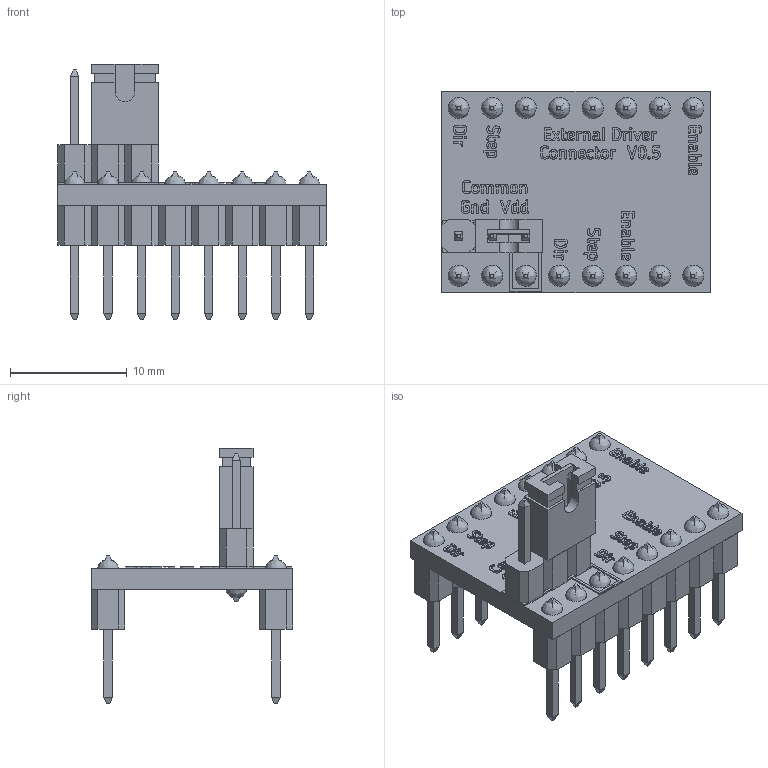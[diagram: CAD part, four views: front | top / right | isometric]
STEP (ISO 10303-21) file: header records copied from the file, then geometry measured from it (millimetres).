
FILE_DESCRIPTION(('FreeCAD Model'),'2;1');
FILE_NAME('Open CASCADE Shape Model','2025-05-05T04:37:28',('FreeCAD'),( 'FreeCAD'),'Open CASCADE STEP processor 7.6','FreeCAD','Unknown');
FILE_SCHEMA(('AUTOMOTIVE_DESIGN { 1 0 10303 214 1 1 1 1 }'));
Products named in the file (1): Open CASCADE STEP translator 7.6 1
Bounding box: 22.96 x 17.22 x 21.87 mm (x, y, z)
Volume: 1372.9 mm3; surface area: 3282.9 mm2
Topology: 129 solids, 129 shells, 2791 faces, 7507 edges, 4954 vertices
Faces by surface type: bspline 2791
Entity records: 85377 total; most frequent: CARTESIAN_POINT 38892, ORIENTED_EDGE 14976, EDGE_CURVE 7488, B_SPLINE_CURVE_WITH_KNOTS 7408, VERTEX_POINT 4954, FACE_BOUND 2922, EDGE_LOOP 2922, ADVANCED_FACE 2791
